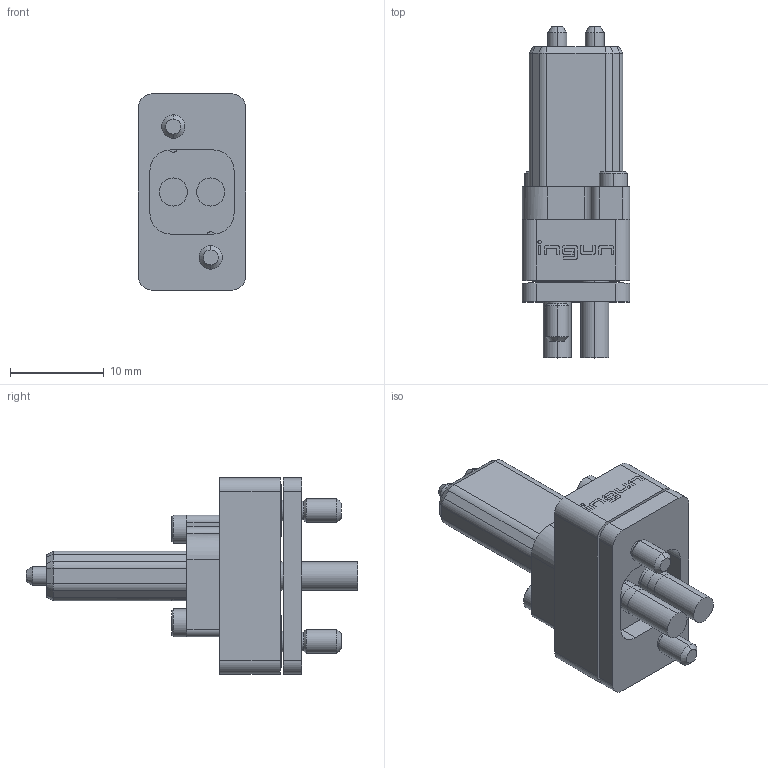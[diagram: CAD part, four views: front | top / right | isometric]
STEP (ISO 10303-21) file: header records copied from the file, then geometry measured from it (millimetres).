
FILE_DESCRIPTION (( 'STEP AP203' ), '1' );
FILE_NAME ('INGUN_HAS-807_HTE-2-W-VZ.STEP', '2023-05-24T07:12:52', ( '' ), ( '' ), 'SwSTEP 2.0', 'SolidWorks 2021', '' );
FILE_SCHEMA (( 'CONFIG_CONTROL_DESIGN' ));
Length unit declared in the file: millimetre
Products named in the file (1): INGUN_HAS-807_HTE-2-W-VZ
Bounding box: 11.5 x 35.5 x 21 mm (x, y, z)
Volume: 2918.7 mm3; surface area: 3270.9 mm2
Topology: 1 solids, 1 shells, 613 faces, 1589 edges, 1022 vertices
Faces by surface type: plane 286, cylinder 243, cone 46, torus 30, bspline 8
Entity records: 25756 total; most frequent: CARTESIAN_POINT 10805, DIRECTION 3181, ORIENTED_EDGE 3170, EDGE_CURVE 1585, AXIS2_PLACEMENT_3D 1214, VERTEX_POINT 1022, VECTOR 753, LINE 753
